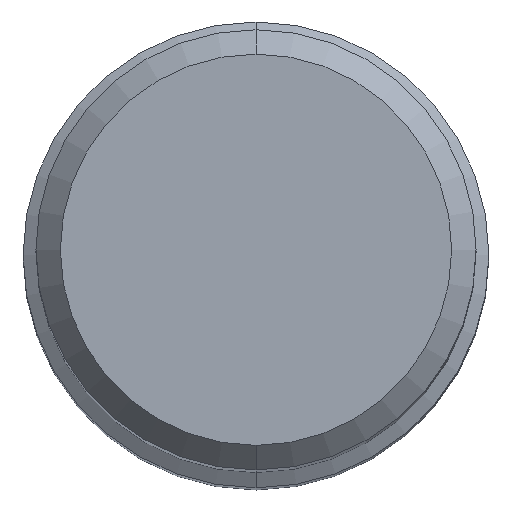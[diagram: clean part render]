
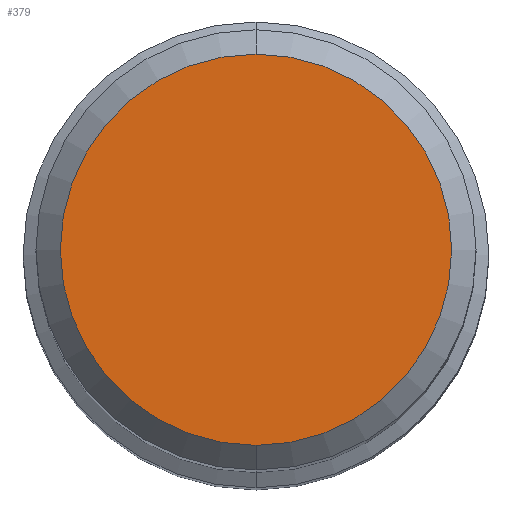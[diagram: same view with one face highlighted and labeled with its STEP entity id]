
A CAD part, top view. The second image highlights one B-rep face of the part: STEP entity #379.
In plain terms, the highlighted planar face has unit normal (0, 0, 1).
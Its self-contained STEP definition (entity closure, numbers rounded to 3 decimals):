
#257=EDGE_CURVE('',#441,#509,#652,.T.);
#379=ADVANCED_FACE('',(#792),#793,.T.);
#441=VERTEX_POINT('',#858);
#509=VERTEX_POINT('',#932);
#541=EDGE_CURVE('',#509,#441,#965,.T.);
#652=CIRCLE('',#1131,4.0);
#792=FACE_OUTER_BOUND('',#1330,.T.);
#793=PLANE('',#1331);
#858=CARTESIAN_POINT('',(0.0,4.0,0.0));
#932=CARTESIAN_POINT('',(0.,-4.0,0.0));
#965=CIRCLE('',#1704,4.0);
#1131=AXIS2_PLACEMENT_3D('',#1863,#1864,#1865);
#1330=EDGE_LOOP('',(#2064,#2065));
#1331=AXIS2_PLACEMENT_3D('',#2066,#2067,#2068);
#1704=AXIS2_PLACEMENT_3D('',#2205,#2206,#2207);
#1863=CARTESIAN_POINT('',(0.0,0.0,0.0));
#1864=DIRECTION('',(0.0,0.0,-1.0));
#1865=DIRECTION('',(0.0,1.0,0.0));
#2064=ORIENTED_EDGE('',*,*,#257,.F.);
#2065=ORIENTED_EDGE('',*,*,#541,.F.);
#2066=CARTESIAN_POINT('',(0.0,2.0,0.0));
#2067=DIRECTION('',(-0.0,0.0,1.0));
#2068=DIRECTION('',(0.0,-1.0,0.0));
#2205=CARTESIAN_POINT('',(0.0,0.0,0.0));
#2206=DIRECTION('',(0.0,0.0,-1.0));
#2207=DIRECTION('',(0.0,1.0,0.0));
